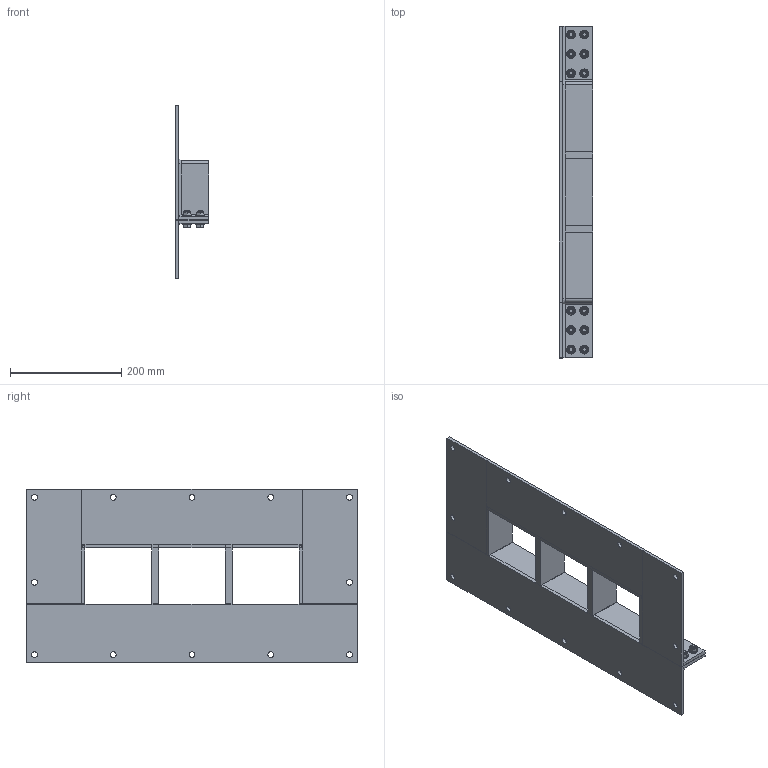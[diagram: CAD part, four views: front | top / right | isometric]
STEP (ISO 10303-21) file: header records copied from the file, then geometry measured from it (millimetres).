
FILE_DESCRIPTION(/* description */ ('','CAx-IF Rec.Pracs.---Representation and Presentation of Product Manufacturing Information (PMI)---4.0---2014-10-13'),/* implementation_level */ '2;1');
FILE_NAME(/* name */ 'GOH 2x3 FL100.stp',/* time_stamp */ '',/* author */ (''),/* organization */ ('Roxtec International AB'),/* preprocessor_version */ 'ST-DEVELOPER v19.2',/* originating_system */ 'Autodesk Inventor 2023',/* authorisation */ '');
FILE_SCHEMA (('AP242_MANAGED_MODEL_BASED_3D_ENGINEERING_MIM_LF { 1 0 10303 442 1 1 4 }'));
Length unit declared in the file: millimetre
Products named in the file (1): 100-306143_Simplify_1
Bounding box: 60 x 597.5 x 313 mm (x, y, z)
Volume: 1528805.7 mm3; surface area: 489076.3 mm2
Topology: 1 solids, 33 shells, 742 faces, 1534 edges, 960 vertices
Faces by surface type: plane 442, cylinder 158, cone 140, bspline 2
Full cylindrical faces by diameter (mm): 6.647 x4, 8 x40, 8.4 x28, 8.5 x28, 10.5 x12, 11.63 x16, 16 x28
Entity records: 20247 total; most frequent: CARTESIAN_POINT 4128, DIRECTION 3172, ORIENTED_EDGE 3060, EDGE_CURVE 1530, AXIS2_PLACEMENT_3D 1239, VERTEX_POINT 960, EDGE_LOOP 934, STYLED_ITEM 744
